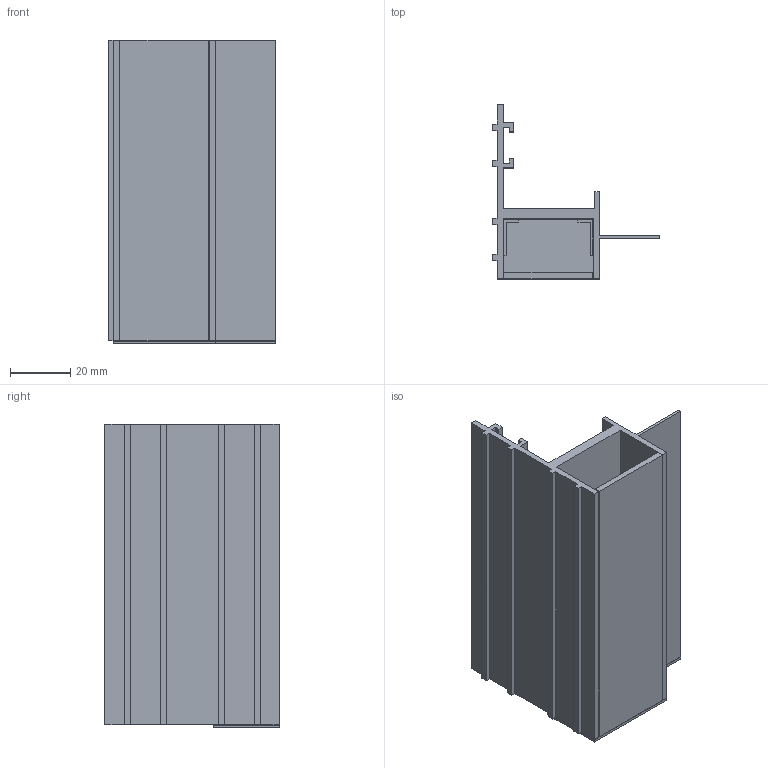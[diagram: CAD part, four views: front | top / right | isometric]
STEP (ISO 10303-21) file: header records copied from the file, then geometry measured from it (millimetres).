
FILE_DESCRIPTION(/* description */ (''),/* implementation_level */ '2;1');
FILE_NAME(/* name */ 'Proj_6535_Anwenderdaten_20230207.stp',/* time_stamp */ '2023-02-07T16:28:17+01:00',/* author */ ('sstotter'),/* organization */ (''),/* preprocessor_version */ 'ST-DEVELOPER v18.1',/* originating_system */ 'Autodesk Inventor 2021',/* authorisation */ '');
FILE_SCHEMA (('AUTOMOTIVE_DESIGN { 1 0 10303 214 3 1 1 }'));
Length unit declared in the file: millimetre
Products named in the file (1): Proj_6535_Anwenderdaten_20230207
Bounding box: 55.5 x 58 x 101 mm (x, y, z)
Volume: 39137.2 mm3; surface area: 39929.5 mm2
Topology: 3 solids, 3 shells, 76 faces, 204 edges, 136 vertices
Faces by surface type: plane 76
Entity records: 2368 total; most frequent: CARTESIAN_POINT 417, ORIENTED_EDGE 408, DIRECTION 358, LINE 204, VECTOR 204, EDGE_CURVE 204, VERTEX_POINT 136, EDGE_LOOP 78
